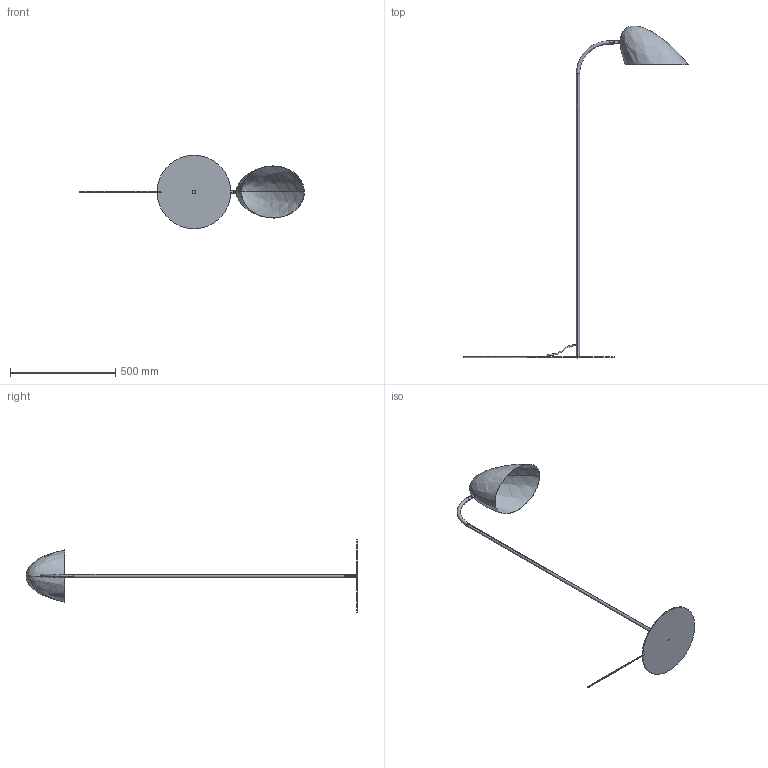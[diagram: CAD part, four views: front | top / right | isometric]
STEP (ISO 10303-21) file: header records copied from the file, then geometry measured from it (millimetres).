
FILE_DESCRIPTION (( 'STEP AP214' ), '1' );
FILE_NAME ('3960 HITCHCOCK floor.STEP', '2020-03-09T09:01:26', ( 'Frandsen Group Administrator' ), ( 'Frandsen Group' ), 'SwSTEP 2.0', 'SolidWorks 2019', '' );
FILE_SCHEMA (( 'AUTOMOTIVE_DESIGN' ));
Length unit declared in the file: millimetre
Products named in the file (7): (28646) part 2; 1960 HITCHCOCK shade; 3960 HITCHCOCK floor stel; (28632) part 1; 3960 HITCHCOCK floor; (28632) part 3; 28632 Swivel joint ø16x26, brass, 1 way
Assembly tree (6 placements, depth 3):
  3960 HITCHCOCK floor
    3960 HITCHCOCK floor stel
    28632 Swivel joint ø16x26, brass, 1 way
      (28632) part 3
      (28646) part 2
      (28632) part 1
    1960 HITCHCOCK shade
Bounding box: 1068.98 x 1577.63 x 350 mm (x, y, z)
Volume: 960406.9 mm3; surface area: 572599.2 mm2
Topology: 6 solids, 6 shells, 76 faces, 182 edges, 117 vertices
Faces by surface type: cylinder 35, plane 29, bspline 6, cone 4, torus 2
Entity records: 3729 total; most frequent: CARTESIAN_POINT 1641, DIRECTION 390, ORIENTED_EDGE 356, EDGE_CURVE 178, AXIS2_PLACEMENT_3D 158, VERTEX_POINT 117, EDGE_LOOP 87, CIRCLE 78
